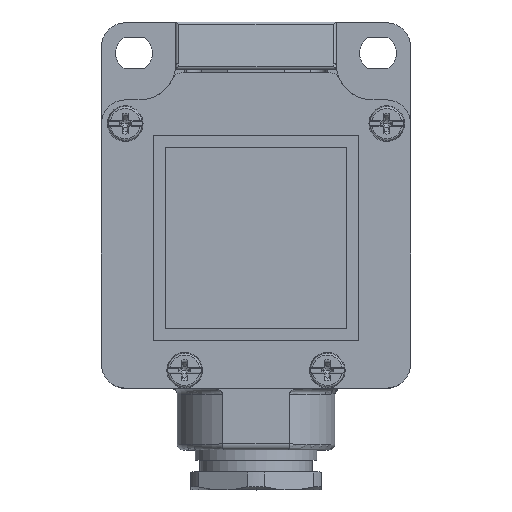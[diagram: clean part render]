
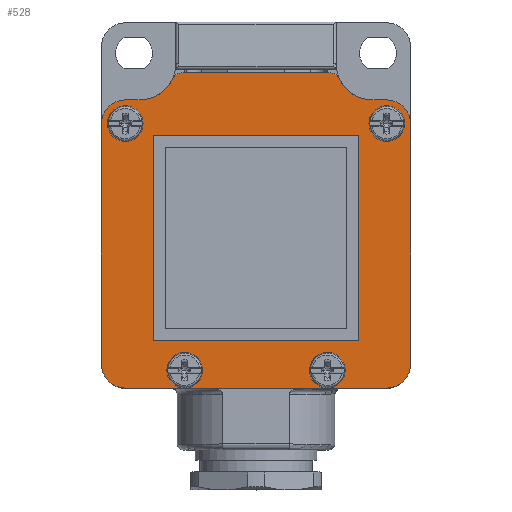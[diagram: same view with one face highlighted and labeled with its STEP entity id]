
A CAD part, top view. The second image highlights one B-rep face of the part: STEP entity #528.
In plain terms, the highlighted planar face has unit normal (0, 0, 1).
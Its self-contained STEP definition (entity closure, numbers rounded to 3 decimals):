
#528=ADVANCED_FACE('',(#1649,#1650,#1651,#1652,#1653,#1654),#1655,.T.);
#1649=FACE_OUTER_BOUND('',#3415,.T.);
#1650=FACE_BOUND('',#3416,.T.);
#1651=FACE_BOUND('',#3417,.T.);
#1652=FACE_BOUND('',#3418,.T.);
#1653=FACE_BOUND('',#3419,.T.);
#1654=FACE_BOUND('',#3420,.T.);
#1655=PLANE('',#3421);
#3415=EDGE_LOOP('',(#7310,#7311,#7312,#7313,#7314,#7315,#7316,#7317,#7318,#7319,#7320,#7321,#7322,#7323));
#3416=EDGE_LOOP('',(#7324,#7325));
#3417=EDGE_LOOP('',(#7326,#7327));
#3418=EDGE_LOOP('',(#7328,#7329));
#3419=EDGE_LOOP('',(#7330,#7331));
#3420=EDGE_LOOP('',(#7332,#7333,#7334,#7335));
#3421=AXIS2_PLACEMENT_3D('',#7336,#7337,#7338);
#7310=ORIENTED_EDGE('',*,*,#10480,.F.);
#7311=ORIENTED_EDGE('',*,*,#10481,.T.);
#7312=ORIENTED_EDGE('',*,*,#10482,.T.);
#7313=ORIENTED_EDGE('',*,*,#10483,.T.);
#7314=ORIENTED_EDGE('',*,*,#10484,.T.);
#7315=ORIENTED_EDGE('',*,*,#10485,.T.);
#7316=ORIENTED_EDGE('',*,*,#10486,.T.);
#7317=ORIENTED_EDGE('',*,*,#10487,.T.);
#7318=ORIENTED_EDGE('',*,*,#10488,.T.);
#7319=ORIENTED_EDGE('',*,*,#10489,.T.);
#7320=ORIENTED_EDGE('',*,*,#10490,.F.);
#7321=ORIENTED_EDGE('',*,*,#10491,.T.);
#7322=ORIENTED_EDGE('',*,*,#10492,.T.);
#7323=ORIENTED_EDGE('',*,*,#10493,.T.);
#7324=ORIENTED_EDGE('',*,*,#10444,.F.);
#7325=ORIENTED_EDGE('',*,*,#10494,.F.);
#7326=ORIENTED_EDGE('',*,*,#10452,.F.);
#7327=ORIENTED_EDGE('',*,*,#10495,.F.);
#7328=ORIENTED_EDGE('',*,*,#10479,.T.);
#7329=ORIENTED_EDGE('',*,*,#10469,.T.);
#7330=ORIENTED_EDGE('',*,*,#10460,.T.);
#7331=ORIENTED_EDGE('',*,*,#10496,.T.);
#7332=ORIENTED_EDGE('',*,*,#10497,.T.);
#7333=ORIENTED_EDGE('',*,*,#10498,.T.);
#7334=ORIENTED_EDGE('',*,*,#10499,.T.);
#7335=ORIENTED_EDGE('',*,*,#10500,.T.);
#7336=CARTESIAN_POINT('',(0.0,26.55,14.0));
#7337=DIRECTION('',(0.0,0.0,1.0));
#7338=DIRECTION('',(1.0,0.0,0.0));
#10444=EDGE_CURVE('',#12884,#12887,#12888,.T.);
#10452=EDGE_CURVE('',#12898,#12901,#12902,.T.);
#10460=EDGE_CURVE('',#12915,#12912,#12916,.T.);
#10469=EDGE_CURVE('',#12932,#12929,#12933,.T.);
#10479=EDGE_CURVE('',#12929,#12932,#12948,.T.);
#10480=EDGE_CURVE('',#12949,#12950,#12951,.T.);
#10481=EDGE_CURVE('',#12949,#12952,#12953,.T.);
#10482=EDGE_CURVE('',#12952,#12954,#12955,.T.);
#10483=EDGE_CURVE('',#12954,#12956,#12957,.T.);
#10484=EDGE_CURVE('',#12956,#12958,#12959,.T.);
#10485=EDGE_CURVE('',#12958,#12960,#12961,.T.);
#10486=EDGE_CURVE('',#12960,#12962,#12963,.T.);
#10487=EDGE_CURVE('',#12962,#12964,#12965,.T.);
#10488=EDGE_CURVE('',#12964,#12966,#12967,.T.);
#10489=EDGE_CURVE('',#12966,#12968,#12969,.T.);
#10490=EDGE_CURVE('',#12970,#12968,#12971,.T.);
#10491=EDGE_CURVE('',#12970,#12972,#12973,.T.);
#10492=EDGE_CURVE('',#12972,#12974,#12975,.T.);
#10493=EDGE_CURVE('',#12974,#12950,#12976,.T.);
#10494=EDGE_CURVE('',#12887,#12884,#12977,.T.);
#10495=EDGE_CURVE('',#12901,#12898,#12978,.T.);
#10496=EDGE_CURVE('',#12912,#12915,#12979,.T.);
#10497=EDGE_CURVE('',#12980,#12981,#12982,.T.);
#10498=EDGE_CURVE('',#12981,#12983,#12984,.T.);
#10499=EDGE_CURVE('',#12983,#12985,#12986,.T.);
#10500=EDGE_CURVE('',#12985,#12980,#12987,.T.);
#12884=VERTEX_POINT('',#16912);
#12887=VERTEX_POINT('',#16916);
#12888=CIRCLE('',#16917,1.857);
#12898=VERTEX_POINT('',#16930);
#12901=VERTEX_POINT('',#16934);
#12902=CIRCLE('',#16935,1.857);
#12912=VERTEX_POINT('',#16948);
#12915=VERTEX_POINT('',#16952);
#12916=CIRCLE('',#16953,1.857);
#12929=VERTEX_POINT('',#16969);
#12932=VERTEX_POINT('',#16973);
#12933=CIRCLE('',#16974,1.857);
#12948=CIRCLE('',#16992,1.857);
#12949=VERTEX_POINT('',#16993);
#12950=VERTEX_POINT('',#16994);
#12951=CIRCLE('',#16995,6.0);
#12952=VERTEX_POINT('',#16996);
#12953=LINE('',#16997,#16998);
#12954=VERTEX_POINT('',#16999);
#12955=CIRCLE('',#17000,4.0);
#12956=VERTEX_POINT('',#17001);
#12957=LINE('',#17002,#17003);
#12958=VERTEX_POINT('',#17004);
#12959=CIRCLE('',#17005,4.0);
#12960=VERTEX_POINT('',#17006);
#12961=LINE('',#17007,#17008);
#12962=VERTEX_POINT('',#17009);
#12963=CIRCLE('',#17010,4.0);
#12964=VERTEX_POINT('',#17011);
#12965=LINE('',#17012,#17013);
#12966=VERTEX_POINT('',#17014);
#12967=CIRCLE('',#17015,4.0);
#12968=VERTEX_POINT('',#17016);
#12969=LINE('',#17017,#17018);
#12970=VERTEX_POINT('',#17019);
#12971=CIRCLE('',#17020,6.0);
#12972=VERTEX_POINT('',#17021);
#12973=CIRCLE('',#17022,2.0);
#12974=VERTEX_POINT('',#17023);
#12975=LINE('',#17024,#17025);
#12976=CIRCLE('',#17026,2.0);
#12977=CIRCLE('',#17027,1.857);
#12978=CIRCLE('',#17028,1.857);
#12979=CIRCLE('',#17029,1.857);
#12980=VERTEX_POINT('',#17030);
#12981=VERTEX_POINT('',#17031);
#12982=LINE('',#17032,#17033);
#12983=VERTEX_POINT('',#17034);
#12984=LINE('',#17035,#17036);
#12985=VERTEX_POINT('',#17037);
#12986=LINE('',#17038,#17039);
#12987=LINE('',#17040,#17041);
#16912=CARTESIAN_POINT('',(-20.143,44.5,14.0));
#16916=CARTESIAN_POINT('',(-23.857,44.5,14.0));
#16917=AXIS2_PLACEMENT_3D('',#20787,#20788,#20789);
#16930=CARTESIAN_POINT('',(23.857,44.5,14.0));
#16934=CARTESIAN_POINT('',(20.143,44.5,14.0));
#16935=AXIS2_PLACEMENT_3D('',#20803,#20804,#20805);
#16948=CARTESIAN_POINT('',(-12.0,1.143,14.0));
#16952=CARTESIAN_POINT('',(-12.0,4.857,14.0));
#16953=AXIS2_PLACEMENT_3D('',#20819,#20820,#20821);
#16969=CARTESIAN_POINT('',(12.0,1.143,14.0));
#16973=CARTESIAN_POINT('',(12.0,4.857,14.0));
#16974=AXIS2_PLACEMENT_3D('',#20838,#20839,#20840);
#16992=AXIS2_PLACEMENT_3D('',#20862,#20863,#20864);
#16993=CARTESIAN_POINT('',(-19.5,48.5,14.0));
#16994=CARTESIAN_POINT('',(-14.069,51.95,14.0));
#16995=AXIS2_PLACEMENT_3D('',#20865,#20866,#20867);
#16996=CARTESIAN_POINT('',(-22.0,48.5,14.0));
#16997=CARTESIAN_POINT('',(-19.5,48.5,14.0));
#16998=VECTOR('',#20868,2.5);
#16999=CARTESIAN_POINT('',(-26.0,44.5,14.0));
#17000=AXIS2_PLACEMENT_3D('',#20869,#20870,#20871);
#17001=CARTESIAN_POINT('',(-26.0,4.0,14.0));
#17002=CARTESIAN_POINT('',(-26.0,44.5,14.0));
#17003=VECTOR('',#20872,40.5);
#17004=CARTESIAN_POINT('',(-22.0,0.0,14.0));
#17005=AXIS2_PLACEMENT_3D('',#20873,#20874,#20875);
#17006=CARTESIAN_POINT('',(22.0,0.0,14.0));
#17007=CARTESIAN_POINT('',(-22.0,0.0,14.0));
#17008=VECTOR('',#20876,44.0);
#17009=CARTESIAN_POINT('',(26.0,4.0,14.0));
#17010=AXIS2_PLACEMENT_3D('',#20877,#20878,#20879);
#17011=CARTESIAN_POINT('',(26.0,44.5,14.0));
#17012=CARTESIAN_POINT('',(26.0,4.0,14.0));
#17013=VECTOR('',#20880,40.5);
#17014=CARTESIAN_POINT('',(22.0,48.5,14.0));
#17015=AXIS2_PLACEMENT_3D('',#20881,#20882,#20883);
#17016=CARTESIAN_POINT('',(19.5,48.5,14.0));
#17017=CARTESIAN_POINT('',(22.0,48.5,14.0));
#17018=VECTOR('',#20884,2.5);
#17019=CARTESIAN_POINT('',(14.069,51.95,14.0));
#17020=AXIS2_PLACEMENT_3D('',#20885,#20886,#20887);
#17021=CARTESIAN_POINT('',(12.258,53.1,14.0));
#17022=AXIS2_PLACEMENT_3D('',#20888,#20889,#20890);
#17023=CARTESIAN_POINT('',(-12.258,53.1,14.0));
#17024=CARTESIAN_POINT('',(12.258,53.1,14.0));
#17025=VECTOR('',#20891,24.517);
#17026=AXIS2_PLACEMENT_3D('',#20892,#20893,#20894);
#17027=AXIS2_PLACEMENT_3D('',#20895,#20896,#20897);
#17028=AXIS2_PLACEMENT_3D('',#20898,#20899,#20900);
#17029=AXIS2_PLACEMENT_3D('',#20901,#20902,#20903);
#17030=CARTESIAN_POINT('',(-17.25,42.5,14.0));
#17031=CARTESIAN_POINT('',(17.25,42.5,14.0));
#17032=CARTESIAN_POINT('',(-17.25,42.5,14.0));
#17033=VECTOR('',#20904,34.5);
#17034=CARTESIAN_POINT('',(17.25,8.0,14.0));
#17035=CARTESIAN_POINT('',(17.25,42.5,14.0));
#17036=VECTOR('',#20905,34.5);
#17037=CARTESIAN_POINT('',(-17.25,8.0,14.0));
#17038=CARTESIAN_POINT('',(17.25,8.0,14.0));
#17039=VECTOR('',#20906,34.5);
#17040=CARTESIAN_POINT('',(-17.25,8.0,14.0));
#17041=VECTOR('',#20907,34.5);
#20787=CARTESIAN_POINT('',(-22.0,44.5,14.0));
#20788=DIRECTION('',(0.0,0.0,1.0));
#20789=DIRECTION('',(1.0,0.0,0.0));
#20803=CARTESIAN_POINT('',(22.0,44.5,14.0));
#20804=DIRECTION('',(0.0,0.0,1.0));
#20805=DIRECTION('',(1.0,0.0,0.0));
#20819=CARTESIAN_POINT('',(-12.0,3.0,14.0));
#20820=DIRECTION('',(0.0,0.0,-1.0));
#20821=DIRECTION('',(0.0,1.0,0.0));
#20838=CARTESIAN_POINT('',(12.0,3.0,14.0));
#20839=DIRECTION('',(0.0,0.0,-1.0));
#20840=DIRECTION('',(0.0,1.0,0.0));
#20862=CARTESIAN_POINT('',(12.0,3.0,14.0));
#20863=DIRECTION('',(0.0,0.0,-1.0));
#20864=DIRECTION('',(0.0,1.0,0.0));
#20865=CARTESIAN_POINT('',(-19.5,54.5,14.0));
#20866=DIRECTION('',(0.0,0.0,1.0));
#20867=DIRECTION('',(0.0,-1.0,0.0));
#20868=DIRECTION('',(-1.0,0.0,0.0));
#20869=CARTESIAN_POINT('',(-22.0,44.5,14.0));
#20870=DIRECTION('',(0.0,-0.0,1.0));
#20871=DIRECTION('',(0.0,1.0,0.0));
#20872=DIRECTION('',(0.0,-1.0,0.0));
#20873=CARTESIAN_POINT('',(-22.0,4.0,14.0));
#20874=DIRECTION('',(0.0,0.0,1.0));
#20875=DIRECTION('',(-1.0,0.0,0.0));
#20876=DIRECTION('',(1.0,0.0,0.0));
#20877=CARTESIAN_POINT('',(22.0,4.0,14.0));
#20878=DIRECTION('',(0.0,0.0,1.0));
#20879=DIRECTION('',(0.0,-1.0,0.0));
#20880=DIRECTION('',(0.0,1.0,0.0));
#20881=CARTESIAN_POINT('',(22.0,44.5,14.0));
#20882=DIRECTION('',(0.0,0.0,1.0));
#20883=DIRECTION('',(1.0,0.0,0.0));
#20884=DIRECTION('',(-1.0,0.0,0.0));
#20885=CARTESIAN_POINT('',(19.5,54.5,14.0));
#20886=DIRECTION('',(0.0,0.0,1.0));
#20887=DIRECTION('',(-0.905,-0.425,0.0));
#20888=CARTESIAN_POINT('',(12.258,51.1,14.0));
#20889=DIRECTION('',(0.0,-0.0,1.0));
#20890=DIRECTION('',(0.905,0.425,0.0));
#20891=DIRECTION('',(-1.0,0.0,0.0));
#20892=CARTESIAN_POINT('',(-12.258,51.1,14.0));
#20893=DIRECTION('',(0.0,-0.0,1.0));
#20894=DIRECTION('',(0.0,1.0,0.0));
#20895=CARTESIAN_POINT('',(-22.0,44.5,14.0));
#20896=DIRECTION('',(0.0,0.0,1.0));
#20897=DIRECTION('',(1.0,0.0,0.0));
#20898=CARTESIAN_POINT('',(22.0,44.5,14.0));
#20899=DIRECTION('',(0.0,0.0,1.0));
#20900=DIRECTION('',(1.0,0.0,0.0));
#20901=CARTESIAN_POINT('',(-12.0,3.0,14.0));
#20902=DIRECTION('',(0.0,0.0,-1.0));
#20903=DIRECTION('',(0.0,1.0,0.0));
#20904=DIRECTION('',(1.0,0.0,0.0));
#20905=DIRECTION('',(0.0,-1.0,0.0));
#20906=DIRECTION('',(-1.0,0.0,0.0));
#20907=DIRECTION('',(0.0,1.0,0.0));
